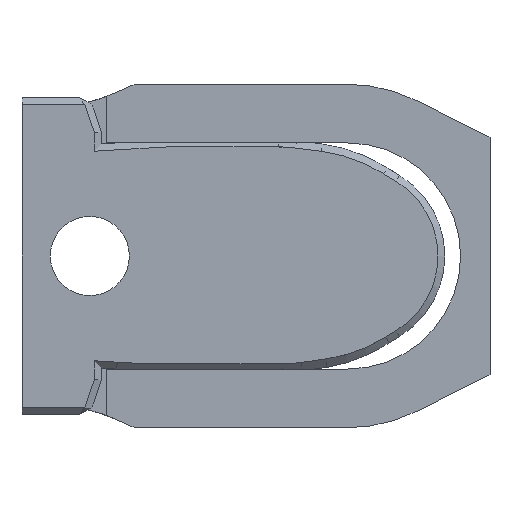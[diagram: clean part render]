
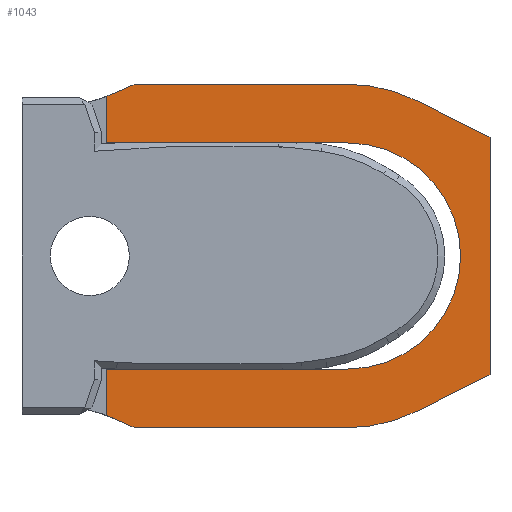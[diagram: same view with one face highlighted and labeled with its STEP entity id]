
A CAD part, front view. The second image highlights one B-rep face of the part: STEP entity #1043.
In plain terms, the highlighted planar face has unit normal (0, -1, 0).
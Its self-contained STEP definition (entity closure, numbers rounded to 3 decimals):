
#37 = ORIENTED_EDGE ( 'NONE', *, *, #817, .T. ) ;
#68 = EDGE_CURVE ( 'NONE', #2658, #4690, #3156, .T. ) ;
#85 = EDGE_CURVE ( 'NONE', #2602, #4787, #117, .T. ) ;
#115 = EDGE_CURVE ( 'NONE', #372, #204, #133, .T. ) ;
#117 = LINE ( 'NONE', #1304, #128 ) ;
#128 = VECTOR ( 'NONE', #4008, 1000. ) ;
#133 = CIRCLE ( 'NONE', #1687, 5. ) ;
#176 = EDGE_CURVE ( 'NONE', #2658, #808, #326, .T. ) ;
#196 = EDGE_CURVE ( 'NONE', #746, #4505, #465, .T. ) ;
#203 = EDGE_CURVE ( 'NONE', #2171, #721, #494, .T. ) ;
#204 = VERTEX_POINT ( 'NONE', #4630 ) ;
#232 = DIRECTION ( 'NONE',  ( 0., 0., 1. ) ) ;
#251 = ORIENTED_EDGE ( 'NONE', *, *, #203, .T. ) ;
#253 = CARTESIAN_POINT ( 'NONE',  ( 10.634, -1.855, 23.95 ) ) ;
#305 = DIRECTION ( 'NONE',  ( 1., 0., 0. ) ) ;
#326 = LINE ( 'NONE', #3939, #341 ) ;
#341 = VECTOR ( 'NONE', #3144, 1000. ) ;
#358 = CARTESIAN_POINT ( 'NONE',  ( 4.282, -1.855, 19.3 ) ) ;
#372 = VERTEX_POINT ( 'NONE', #2535 ) ;
#393 = VERTEX_POINT ( 'NONE', #2591 ) ;
#396 = EDGE_CURVE ( 'NONE', #393, #2949, #1254, .T. ) ;
#425 = DIRECTION ( 'NONE',  ( 0., 0., -1. ) ) ;
#444 = DIRECTION ( 'NONE',  ( 0., 1., 0. ) ) ;
#448 = ORIENTED_EDGE ( 'NONE', *, *, #2059, .F. ) ;
#465 = CIRCLE ( 'NONE', #4400, 7.041 ) ;
#477 = CARTESIAN_POINT ( 'NONE',  ( -5.066, -1.855, 11.1 ) ) ;
#483 = ORIENTED_EDGE ( 'NONE', *, *, #176, .F. ) ;
#485 = CARTESIAN_POINT ( 'NONE',  ( -7.066, -1.855, 18.7 ) ) ;
#488 = EDGE_CURVE ( 'NONE', #4690, #3565, #2088, .T. ) ;
#494 = LINE ( 'NONE', #3260, #529 ) ;
#529 = VECTOR ( 'NONE', #4507, 1000. ) ;
#603 = EDGE_CURVE ( 'NONE', #4505, #2602, #2994, .T. ) ;
#721 = VERTEX_POINT ( 'NONE', #3118 ) ;
#746 = VERTEX_POINT ( 'NONE', #2764 ) ;
#777 = DIRECTION ( 'NONE',  ( 0., 0., -1. ) ) ;
#808 = VERTEX_POINT ( 'NONE', #2028 ) ;
#817 = EDGE_CURVE ( 'NONE', #746, #3345, #3673, .T. ) ;
#914 = ORIENTED_EDGE ( 'NONE', *, *, #196, .F. ) ;
#920 = EDGE_CURVE ( 'NONE', #3565, #393, #4406, .T. ) ;
#977 = PLANE ( 'NONE',  #2985 ) ;
#1027 = EDGE_CURVE ( 'NONE', #204, #808, #1112, .T. ) ;
#1033 = CARTESIAN_POINT ( 'NONE',  ( -5.066, -1.855, 11.1 ) ) ;
#1043 = ADVANCED_FACE ( 'NONE', ( #4698 ), #977, .F. ) ;
#1112 = LINE ( 'NONE', #2089, #2258 ) ;
#1152 = ORIENTED_EDGE ( 'NONE', *, *, #603, .F. ) ;
#1177 = CARTESIAN_POINT ( 'NONE',  ( -5.066, -1.855, 26.3 ) ) ;
#1226 = CARTESIAN_POINT ( 'NONE',  ( -5.971, -1.855, 25.9 ) ) ;
#1254 = LINE ( 'NONE', #2236, #1321 ) ;
#1304 = CARTESIAN_POINT ( 'NONE',  ( -5.066, -1.855, 26.3 ) ) ;
#1321 = VECTOR ( 'NONE', #2285, 1000. ) ;
#1363 = EDGE_LOOP ( 'NONE', ( #3856, #4908, #4253, #483, #2057, #4863, #3022, #4500, #3834, #251, #448, #4103, #1152, #914, #37 ) ) ;
#1477 = CARTESIAN_POINT ( 'NONE',  ( 2.934, -1.855, 23.7 ) ) ;
#1575 = CARTESIAN_POINT ( 'NONE',  ( -5.971, -1.855, 11.5 ) ) ;
#1629 = EDGE_CURVE ( 'NONE', #372, #3345, #2727, .T. ) ;
#1649 = CARTESIAN_POINT ( 'NONE',  ( 10.634, -1.855, 23.95 ) ) ;
#1687 = AXIS2_PLACEMENT_3D ( 'NONE', #2182, #2972, #4934 ) ;
#1693 = DIRECTION ( 'NONE',  ( -1., 0., 0. ) ) ;
#1782 = AXIS2_PLACEMENT_3D ( 'NONE', #358, #3085, #777 ) ;
#1879 = DIRECTION ( 'NONE',  ( -1., 0., 0. ) ) ;
#1996 = DIRECTION ( 'NONE',  ( 0., 0., -1. ) ) ;
#2028 = CARTESIAN_POINT ( 'NONE',  ( -6.325, -1.855, 13.7 ) ) ;
#2035 = CARTESIAN_POINT ( 'NONE',  ( -6.325, -1.855, 23.7 ) ) ;
#2057 = ORIENTED_EDGE ( 'NONE', *, *, #68, .T. ) ;
#2059 = EDGE_CURVE ( 'NONE', #4787, #721, #3848, .T. ) ;
#2088 = LINE ( 'NONE', #477, #2096 ) ;
#2089 = CARTESIAN_POINT ( 'NONE',  ( 2.934, -1.855, 13.7 ) ) ;
#2096 = VECTOR ( 'NONE', #305, 1000. ) ;
#2105 = CARTESIAN_POINT ( 'NONE',  ( -6.325, -1.855, 26.3 ) ) ;
#2171 = VERTEX_POINT ( 'NONE', #1649 ) ;
#2182 = CARTESIAN_POINT ( 'NONE',  ( 4.334, -1.855, 18.7 ) ) ;
#2236 = CARTESIAN_POINT ( 'NONE',  ( 7.634, -1.855, 11.95 ) ) ;
#2258 = VECTOR ( 'NONE', #1693, 1000. ) ;
#2285 = DIRECTION ( 'NONE',  ( 0.894, 0., 0.447 ) ) ;
#2412 = AXIS2_PLACEMENT_3D ( 'NONE', #4925, #4104, #3749 ) ;
#2535 = CARTESIAN_POINT ( 'NONE',  ( 4.334, -1.855, 23.7 ) ) ;
#2591 = CARTESIAN_POINT ( 'NONE',  ( 7.412, -1.855, 11.839 ) ) ;
#2602 = VERTEX_POINT ( 'NONE', #1177 ) ;
#2658 = VERTEX_POINT ( 'NONE', #3119 ) ;
#2727 = LINE ( 'NONE', #1477, #4811 ) ;
#2764 = CARTESIAN_POINT ( 'NONE',  ( -6.325, -1.855, 25.755 ) ) ;
#2852 = CARTESIAN_POINT ( 'NONE',  ( 10.634, -1.855, 13.45 ) ) ;
#2949 = VERTEX_POINT ( 'NONE', #2852 ) ;
#2970 = VECTOR ( 'NONE', #4822, 1000. ) ;
#2972 = DIRECTION ( 'NONE',  ( 0., 1., 0. ) ) ;
#2978 = CARTESIAN_POINT ( 'NONE',  ( 4.282, -1.855, 26.3 ) ) ;
#2985 = AXIS2_PLACEMENT_3D ( 'NONE', #485, #444, #425 ) ;
#2994 = LINE ( 'NONE', #1226, #2970 ) ;
#3022 = ORIENTED_EDGE ( 'NONE', *, *, #920, .T. ) ;
#3043 = LINE ( 'NONE', #253, #4450 ) ;
#3085 = DIRECTION ( 'NONE',  ( 0., 1., 0. ) ) ;
#3118 = CARTESIAN_POINT ( 'NONE',  ( 7.412, -1.855, 25.561 ) ) ;
#3119 = CARTESIAN_POINT ( 'NONE',  ( -6.325, -1.855, 11.656 ) ) ;
#3144 = DIRECTION ( 'NONE',  ( 0., 0., 1. ) ) ;
#3156 = LINE ( 'NONE', #1575, #3286 ) ;
#3259 = CARTESIAN_POINT ( 'NONE',  ( -5.971, -1.855, 25.9 ) ) ;
#3260 = CARTESIAN_POINT ( 'NONE',  ( 7.634, -1.855, 25.45 ) ) ;
#3286 = VECTOR ( 'NONE', #3969, 1000. ) ;
#3345 = VERTEX_POINT ( 'NONE', #2035 ) ;
#3565 = VERTEX_POINT ( 'NONE', #4343 ) ;
#3673 = LINE ( 'NONE', #2105, #3718 ) ;
#3718 = VECTOR ( 'NONE', #1996, 1000. ) ;
#3749 = DIRECTION ( 'NONE',  ( 0., 0., 1. ) ) ;
#3834 = ORIENTED_EDGE ( 'NONE', *, *, #4005, .T. ) ;
#3848 = CIRCLE ( 'NONE', #1782, 7. ) ;
#3856 = ORIENTED_EDGE ( 'NONE', *, *, #1629, .F. ) ;
#3939 = CARTESIAN_POINT ( 'NONE',  ( -6.325, -1.855, 11.1 ) ) ;
#3969 = DIRECTION ( 'NONE',  ( 0.915, 0., -0.404 ) ) ;
#4005 = EDGE_CURVE ( 'NONE', #2949, #2171, #3043, .T. ) ;
#4008 = DIRECTION ( 'NONE',  ( 1., 0., 0. ) ) ;
#4103 = ORIENTED_EDGE ( 'NONE', *, *, #85, .F. ) ;
#4104 = DIRECTION ( 'NONE',  ( 0., -1., 0. ) ) ;
#4112 = DIRECTION ( 'NONE',  ( 0., 0., -1. ) ) ;
#4253 = ORIENTED_EDGE ( 'NONE', *, *, #1027, .T. ) ;
#4343 = CARTESIAN_POINT ( 'NONE',  ( 4.282, -1.855, 11.1 ) ) ;
#4400 = AXIS2_PLACEMENT_3D ( 'NONE', #4662, #4747, #4112 ) ;
#4406 = CIRCLE ( 'NONE', #2412, 7. ) ;
#4450 = VECTOR ( 'NONE', #232, 1000. ) ;
#4500 = ORIENTED_EDGE ( 'NONE', *, *, #396, .T. ) ;
#4505 = VERTEX_POINT ( 'NONE', #3259 ) ;
#4507 = DIRECTION ( 'NONE',  ( -0.894, 0., 0.447 ) ) ;
#4630 = CARTESIAN_POINT ( 'NONE',  ( 4.334, -1.855, 13.7 ) ) ;
#4662 = CARTESIAN_POINT ( 'NONE',  ( -8.816, -1.855, 32.341 ) ) ;
#4690 = VERTEX_POINT ( 'NONE', #1033 ) ;
#4698 = FACE_OUTER_BOUND ( 'NONE', #1363, .T. ) ;
#4747 = DIRECTION ( 'NONE',  ( 0., -1., 0. ) ) ;
#4787 = VERTEX_POINT ( 'NONE', #2978 ) ;
#4811 = VECTOR ( 'NONE', #1879, 1000. ) ;
#4822 = DIRECTION ( 'NONE',  ( 0.915, 0., 0.404 ) ) ;
#4863 = ORIENTED_EDGE ( 'NONE', *, *, #488, .T. ) ;
#4908 = ORIENTED_EDGE ( 'NONE', *, *, #115, .T. ) ;
#4925 = CARTESIAN_POINT ( 'NONE',  ( 4.282, -1.855, 18.1 ) ) ;
#4934 = DIRECTION ( 'NONE',  ( 0., 0., -1. ) ) ;
